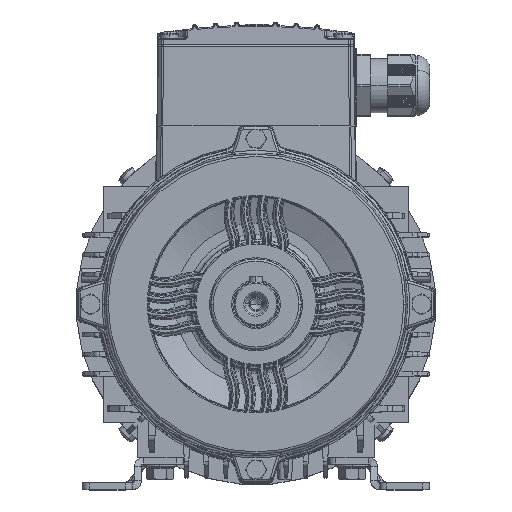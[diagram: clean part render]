
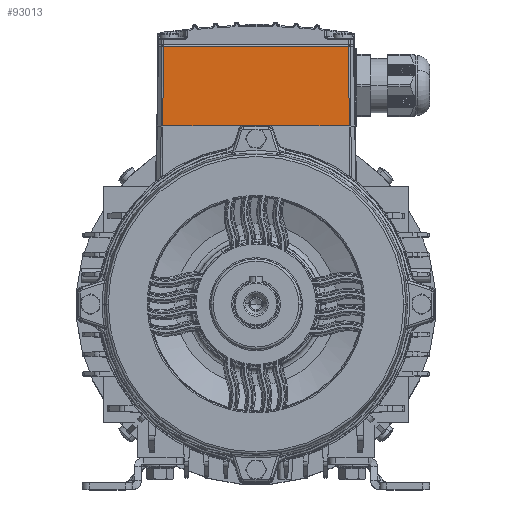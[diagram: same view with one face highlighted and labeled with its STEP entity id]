
A CAD part, top view. The second image highlights one B-rep face of the part: STEP entity #93013.
In plain terms, the highlighted planar face has unit normal (0, 0.009, 1).
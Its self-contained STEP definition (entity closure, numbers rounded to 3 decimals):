
#8949 = B_SPLINE_CURVE_WITH_KNOTS ( 'NONE', 3,
 ( #53189, #112847, #81606, #95861 ),
 .UNSPECIFIED., .F., .F.,
 ( 4, 4 ),
 ( 0., 0.989 ),
 .UNSPECIFIED. ) ;
#14281 = ORIENTED_EDGE ( 'NONE', *, *, #123315, .T. ) ;
#14657 = LINE ( 'NONE', #72421, #61445 ) ;
#15929 = CARTESIAN_POINT ( 'NONE',  ( 40.212, 77., 138.303 ) ) ;
#16988 = CARTESIAN_POINT ( 'NONE',  ( -40.5, 111.504, 138.004 ) ) ;
#27364 = VERTEX_POINT ( 'NONE', #15929 ) ;
#29843 = DIRECTION ( 'NONE',  ( -0.004, -1., 0.009 ) ) ;
#33435 = ORIENTED_EDGE ( 'NONE', *, *, #134351, .F. ) ;
#36226 = VECTOR ( 'NONE', #129788, 1000. ) ;
#37243 = CARTESIAN_POINT ( 'NONE',  ( 40.085, 112.291, 137.997 ) ) ;
#41356 = PLANE ( 'NONE',  #163838 ) ;
#53189 = CARTESIAN_POINT ( 'NONE',  ( -5.54, 77., 138.305 ) ) ;
#56479 = FACE_OUTER_BOUND ( 'NONE', #97880, .T. ) ;
#59570 = CARTESIAN_POINT ( 'NONE',  ( 40.088, 111.504, 138.004 ) ) ;
#61445 = VECTOR ( 'NONE', #29843, 1000. ) ;
#64027 = CARTESIAN_POINT ( 'NONE',  ( -40.212, 77., 138.303 ) ) ;
#65261 = VERTEX_POINT ( 'NONE', #159984 ) ;
#68519 = ORIENTED_EDGE ( 'NONE', *, *, #139791, .T. ) ;
#68963 = CARTESIAN_POINT ( 'NONE',  ( 5.54, 77., 138.305 ) ) ;
#72421 = CARTESIAN_POINT ( 'NONE',  ( -40.086, 111.999, 138. ) ) ;
#81606 = CARTESIAN_POINT ( 'NONE',  ( -28.653, 77., 138.3 ) ) ;
#87147 = CARTESIAN_POINT ( 'NONE',  ( -40.088, 111.504, 138.004 ) ) ;
#93013 = ADVANCED_FACE ( 'NONE', ( #56479 ), #41356, .T. ) ;
#94821 = DIRECTION ( 'NONE',  ( -1., 0., 0. ) ) ;
#95861 = CARTESIAN_POINT ( 'NONE',  ( -40.212, 77., 138.303 ) ) ;
#97880 = EDGE_LOOP ( 'NONE', ( #142544, #98002, #14281, #185851, #33435, #68519 ) ) ;
#98002 = ORIENTED_EDGE ( 'NONE', *, *, #138780, .T. ) ;
#98222 = VERTEX_POINT ( 'NONE', #142689 ) ;
#98386 = CARTESIAN_POINT ( 'NONE',  ( 17.098, 77., 138.305 ) ) ;
#100996 = DIRECTION ( 'NONE',  ( 0., 0.009, 1. ) ) ;
#101196 = CARTESIAN_POINT ( 'NONE',  ( 28.655, 77., 138.305 ) ) ;
#102244 = B_SPLINE_CURVE_WITH_KNOTS ( 'NONE', 3,
 ( #68963, #98386, #101196, #126790 ),
 .UNSPECIFIED., .F., .F.,
 ( 4, 4 ),
 ( 0.569, 1. ),
 .UNSPECIFIED. ) ;
#104586 = LINE ( 'NONE', #168767, #131207 ) ;
#110140 = LINE ( 'NONE', #37243, #151914 ) ;
#112847 = CARTESIAN_POINT ( 'NONE',  ( -17.093, 77., 138.3 ) ) ;
#120274 = VERTEX_POINT ( 'NONE', #59570 ) ;
#123315 = EDGE_CURVE ( 'NONE', #138784, #129389, #14657, .T. ) ;
#126790 = CARTESIAN_POINT ( 'NONE',  ( 40.212, 77., 138.303 ) ) ;
#129389 = VERTEX_POINT ( 'NONE', #64027 ) ;
#129788 = DIRECTION ( 'NONE',  ( -1., 0., 0. ) ) ;
#130395 = CARTESIAN_POINT ( 'NONE',  ( -40.5, 112., 138. ) ) ;
#131207 = VECTOR ( 'NONE', #94821, 1000. ) ;
#131336 = DIRECTION ( 'NONE',  ( 0., -1., 0.009 ) ) ;
#131672 = LINE ( 'NONE', #16988, #36226 ) ;
#131955 = EDGE_CURVE ( 'NONE', #27364, #120274, #110140, .T. ) ;
#134351 = EDGE_CURVE ( 'NONE', #65261, #98222, #104586, .T. ) ;
#138780 = EDGE_CURVE ( 'NONE', #120274, #138784, #131672, .T. ) ;
#138784 = VERTEX_POINT ( 'NONE', #87147 ) ;
#139791 = EDGE_CURVE ( 'NONE', #65261, #27364, #102244, .T. ) ;
#142544 = ORIENTED_EDGE ( 'NONE', *, *, #131955, .T. ) ;
#142689 = CARTESIAN_POINT ( 'NONE',  ( -5.54, 77., 138.305 ) ) ;
#151914 = VECTOR ( 'NONE', #181254, 1000. ) ;
#159984 = CARTESIAN_POINT ( 'NONE',  ( 5.54, 77., 138.305 ) ) ;
#163838 = AXIS2_PLACEMENT_3D ( 'NONE', #130395, #100996, #131336 ) ;
#168338 = EDGE_CURVE ( 'NONE', #98222, #129389, #8949, .T. ) ;
#168767 = CARTESIAN_POINT ( 'NONE',  ( -42.3, 77., 138.305 ) ) ;
#181254 = DIRECTION ( 'NONE',  ( -0.004, 1., -0.009 ) ) ;
#185851 = ORIENTED_EDGE ( 'NONE', *, *, #168338, .F. ) ;
